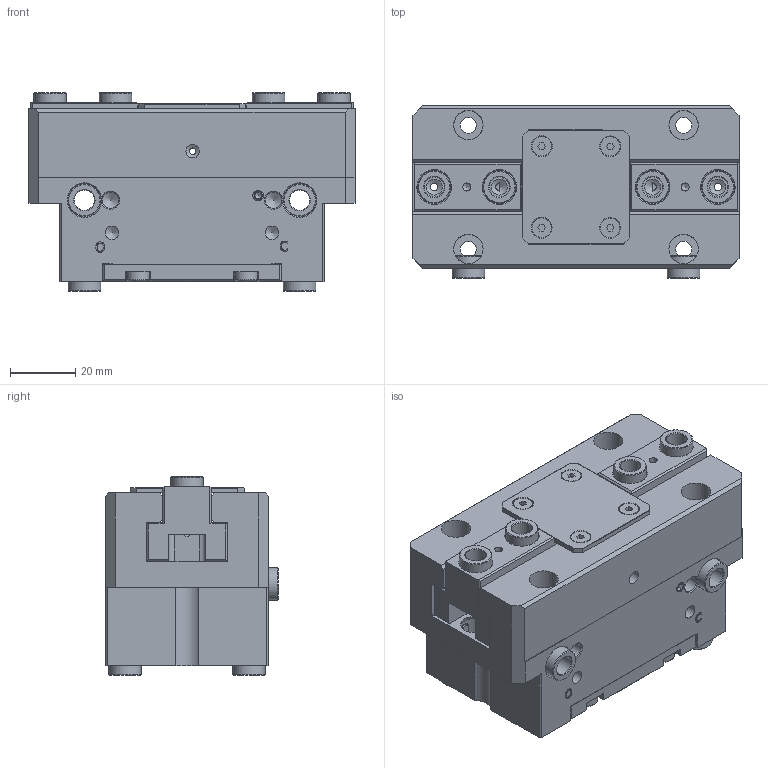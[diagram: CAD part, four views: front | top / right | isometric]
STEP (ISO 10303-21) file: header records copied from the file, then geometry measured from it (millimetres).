
FILE_DESCRIPTION(/* description */ ('ASSIEME CORSA 10 mm PER GRIFFA'),/* implementation_level */ '2;1');
FILE_NAME(/* name */ 'OPP-100 C1.stp',/* time_stamp */ '2020-08-23T15:23:49+02:00',/* author */ ('e.orio2'),/* organization */ (''),/* preprocessor_version */ 'ST-DEVELOPER v17',/* originating_system */ 'Autodesk Inventor 2019',/* authorisation */ '');
FILE_SCHEMA (('AUTOMOTIVE_DESIGN { 1 0 10303 214 3 1 1 }'));
Length unit declared in the file: millimetre
Products named in the file (11): OPP-100 C1; DIN 7984 - M4 x 10; DIN 913 - M4 x 12; ISO 8734 - 3 x 8 - A; DIN 913 - M4 x 5; DIN 7991 - M3x8; BOCCOLA 10H7L7; OPP100-CORPO-cliente; PGP-100-COPERCHIO; PZP-100-GRIFFA-CLIENTE; PGP-100-FONDELLO-CLIENTE
Assembly tree (29 placements, depth 2):
  OPP-100 C1
    DIN 7984 - M4 x 10  x4
    DIN 913 - M4 x 12  x2
    ISO 8734 - 3 x 8 - A  x2
    DIN 913 - M4 x 5  x4
    DIN 7991 - M3x8  x4
    BOCCOLA 10H7L7  x8
    OPP100-CORPO-cliente
    PGP-100-COPERCHIO
    PZP-100-GRIFFA-CLIENTE  x2
    PGP-100-FONDELLO-CLIENTE
Bounding box: 100 x 53 x 61 mm (x, y, z)
Volume: 215416.6 mm3; surface area: 68109.8 mm2
Topology: 29 solids, 29 shells, 811 faces, 2223 edges, 1496 vertices
Faces by surface type: plane 400, cylinder 164, cone 145, bspline 90, torus 12
Full cylindrical faces by diameter (mm): 2 x2, 2.459 x8, 2.5 x2, 3 x6, 3.2 x2, 3.242 x8, 3.6 x4, 4 x14, 4.134 x4, 4.5 x4, 4.917 x8, 5 x6, 6 x4, 6.2 x8, 6.6 x2, 7 x4, 8.566 x2, 9 x6, 9.1 x2, 10 x16, 11 x2
Entity records: 19558 total; most frequent: CARTESIAN_POINT 4756, ORIENTED_EDGE 3074, DIRECTION 2767, EDGE_CURVE 1537, VERTEX_POINT 1043, AXIS2_PLACEMENT_3D 945, LINE 877, VECTOR 877
